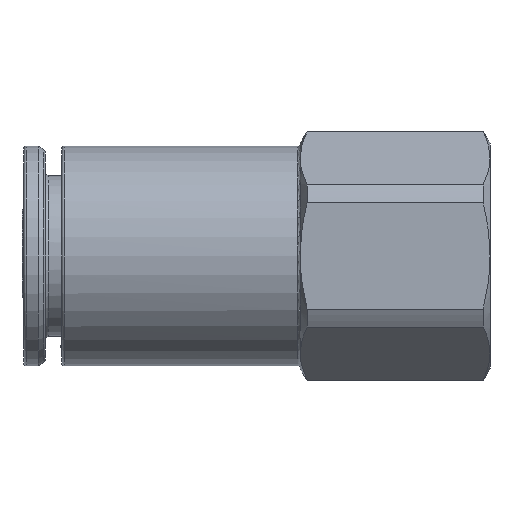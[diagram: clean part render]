
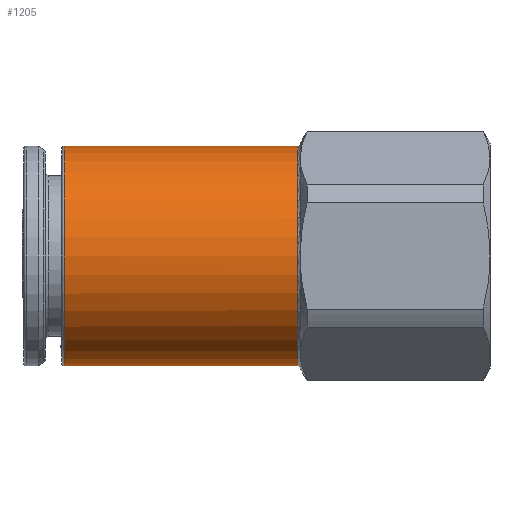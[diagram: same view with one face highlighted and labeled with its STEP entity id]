
A CAD part, left-side view. The second image highlights one B-rep face of the part: STEP entity #1205.
In plain terms, the highlighted cylindrical face has radius 9.25 mm (diameter 18.5 mm), a partial arc.
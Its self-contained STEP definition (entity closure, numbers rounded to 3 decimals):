
#1205=ADVANCED_FACE('',(#2786),#2787,.T.);
#2786=FACE_OUTER_BOUND('',#6103,.T.);
#2787=CYLINDRICAL_SURFACE('',#6104,9.25);
#6103=EDGE_LOOP('',(#11763,#11764,#11765,#11766,#11767));
#6104=AXIS2_PLACEMENT_3D('',#11768,#11769,#11770);
#11763=ORIENTED_EDGE('',*,*,#16363,.F.);
#11764=ORIENTED_EDGE('',*,*,#16364,.T.);
#11765=ORIENTED_EDGE('',*,*,#16365,.F.);
#11766=ORIENTED_EDGE('',*,*,#16366,.F.);
#11767=ORIENTED_EDGE('',*,*,#16367,.F.);
#11768=CARTESIAN_POINT('',(0.0,37.105,0.0));
#11769=DIRECTION('',(0.0,1.0,-0.0));
#11770=DIRECTION('',(0.0,0.0,1.0));
#16363=EDGE_CURVE('',#19443,#19444,#19445,.T.);
#16364=EDGE_CURVE('',#19443,#19446,#19447,.T.);
#16365=EDGE_CURVE('',#19448,#19446,#19449,.T.);
#16366=EDGE_CURVE('',#19450,#19448,#19451,.T.);
#16367=EDGE_CURVE('',#19444,#19450,#19452,.T.);
#19443=VERTEX_POINT('',#24766);
#19444=VERTEX_POINT('',#24767);
#19445=LINE('',#24768,#24769);
#19446=VERTEX_POINT('',#24770);
#19447=CIRCLE('',#24771,9.25);
#19448=VERTEX_POINT('',#24772);
#19449=LINE('',#24773,#24774);
#19450=VERTEX_POINT('',#24775);
#19451=CIRCLE('',#24776,9.25);
#19452=CIRCLE('',#24777,9.25);
#24766=CARTESIAN_POINT('',(0.0,35.9,9.25));
#24767=CARTESIAN_POINT('',(0.,16.2,9.25));
#24768=CARTESIAN_POINT('',(0.,26.05,9.25));
#24769=VECTOR('',#29060,1.0);
#24770=CARTESIAN_POINT('',(0.,35.9,-9.25));
#24771=AXIS2_PLACEMENT_3D('',#29061,#29062,#29063);
#24772=CARTESIAN_POINT('',(0.0,16.2,-9.25));
#24773=CARTESIAN_POINT('',(0.,26.05,-9.25));
#24774=VECTOR('',#29064,1.0);
#24775=CARTESIAN_POINT('',(-0.077,16.2,-9.25));
#24776=AXIS2_PLACEMENT_3D('',#29065,#29066,#29067);
#24777=AXIS2_PLACEMENT_3D('',#29068,#29069,#29070);
#29060=DIRECTION('',(-0.0,-1.0,0.0));
#29061=CARTESIAN_POINT('',(0.0,35.9,0.0));
#29062=DIRECTION('',(0.0,-1.0,0.0));
#29063=DIRECTION('',(0.0,0.0,-1.0));
#29064=DIRECTION('',(0.0,1.0,0.0));
#29065=CARTESIAN_POINT('',(0.0,16.2,0.0));
#29066=DIRECTION('',(0.0,-1.0,0.0));
#29067=DIRECTION('',(0.0,0.0,-1.0));
#29068=CARTESIAN_POINT('',(0.0,16.2,0.0));
#29069=DIRECTION('',(0.0,-1.0,0.0));
#29070=DIRECTION('',(0.0,0.0,-1.0));
